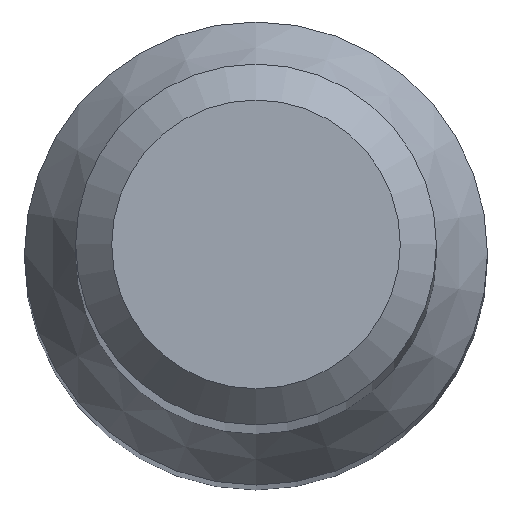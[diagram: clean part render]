
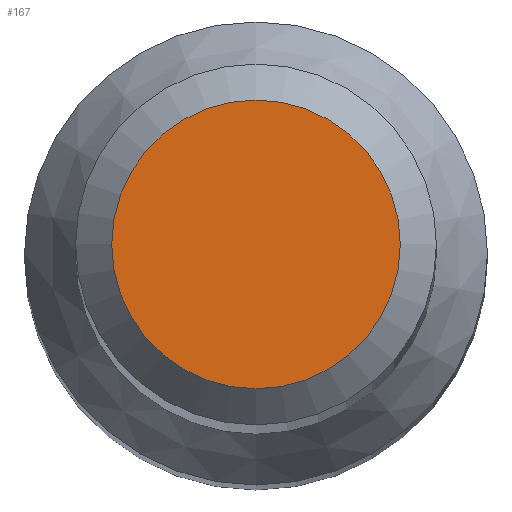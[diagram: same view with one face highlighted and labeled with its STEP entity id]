
A CAD part, top view. The second image highlights one B-rep face of the part: STEP entity #167.
In plain terms, the highlighted planar face has unit normal (0, 0, 1).
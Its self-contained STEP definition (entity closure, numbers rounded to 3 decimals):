
#14 = EDGE_LOOP ( 'NONE', ( #140 ) ) ;
#35 = AXIS2_PLACEMENT_3D ( 'NONE', #106, #45, #80 ) ;
#44 = EDGE_CURVE ( 'NONE', #230, #230, #208, .T. ) ;
#45 = DIRECTION ( 'NONE',  ( 0., 0., -1. ) ) ;
#56 = CARTESIAN_POINT ( 'NONE',  ( 0., 0., 56. ) ) ;
#70 = CARTESIAN_POINT ( 'NONE',  ( 0., 1., 56. ) ) ;
#80 = DIRECTION ( 'NONE',  ( 0., 1., 0. ) ) ;
#106 = CARTESIAN_POINT ( 'NONE',  ( 0., 0., 56. ) ) ;
#108 = PLANE ( 'NONE',  #35 ) ;
#109 = DIRECTION ( 'NONE',  ( 0., 0., -1. ) ) ;
#140 = ORIENTED_EDGE ( 'NONE', *, *, #44, .F. ) ;
#167 = ADVANCED_FACE ( 'NONE', ( #183 ), #108, .F. ) ;
#178 = AXIS2_PLACEMENT_3D ( 'NONE', #56, #109, #180 ) ;
#180 = DIRECTION ( 'NONE',  ( 0., 1., 0. ) ) ;
#183 = FACE_OUTER_BOUND ( 'NONE', #14, .T. ) ;
#208 = CIRCLE ( 'NONE', #178, 1. ) ;
#230 = VERTEX_POINT ( 'NONE', #70 ) ;
